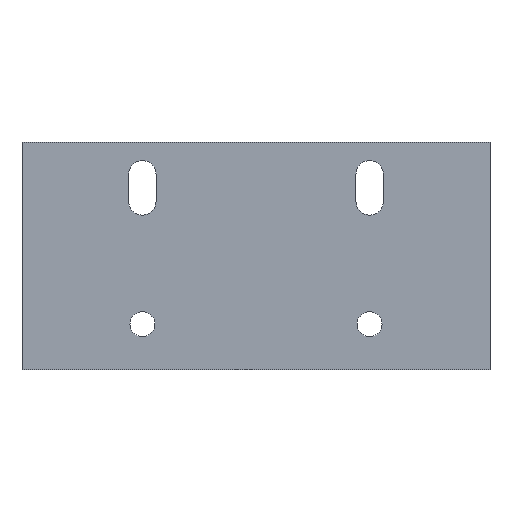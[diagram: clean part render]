
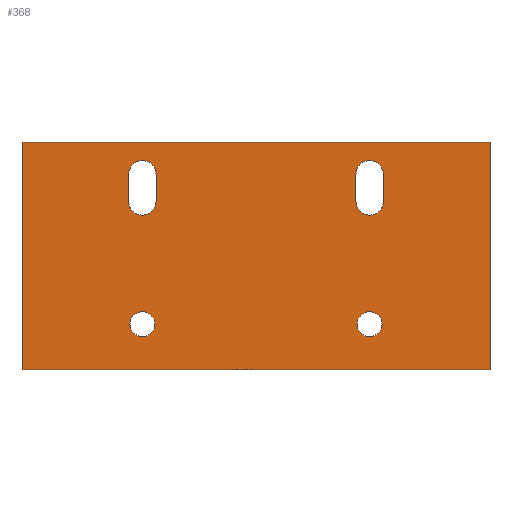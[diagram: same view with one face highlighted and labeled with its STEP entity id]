
A CAD part, front view. The second image highlights one B-rep face of the part: STEP entity #368.
In plain terms, the highlighted planar face has unit normal (0, -1, 0).
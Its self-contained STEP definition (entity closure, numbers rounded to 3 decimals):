
#19=FACE_BOUND('',#79,.T.);
#20=FACE_BOUND('',#80,.T.);
#21=FACE_BOUND('',#81,.T.);
#22=FACE_BOUND('',#82,.T.);
#32=PLANE('',#424);
#56=FACE_OUTER_BOUND('',#78,.T.);
#78=EDGE_LOOP('',(#335,#336,#337,#338));
#79=EDGE_LOOP('',(#339));
#80=EDGE_LOOP('',(#340));
#81=EDGE_LOOP('',(#341,#342,#343,#344));
#82=EDGE_LOOP('',(#345,#346,#347,#348));
#89=LINE('',#567,#121);
#94=LINE('',#580,#126);
#99=LINE('',#598,#131);
#102=LINE('',#607,#134);
#103=LINE('',#611,#135);
#107=LINE('',#619,#139);
#110=LINE('',#625,#142);
#113=LINE('',#630,#145);
#121=VECTOR('',#463,10.);
#126=VECTOR('',#476,10.);
#131=VECTOR('',#495,10.);
#134=VECTOR('',#506,10.);
#135=VECTOR('',#509,10.);
#139=VECTOR('',#515,10.);
#142=VECTOR('',#520,10.);
#145=VECTOR('',#525,10.);
#151=CIRCLE('',#395,5.5);
#156=CIRCLE('',#402,5.5);
#158=CIRCLE('',#406,6.);
#160=CIRCLE('',#410,6.);
#162=CIRCLE('',#413,6.);
#164=CIRCLE('',#417,6.);
#169=VERTEX_POINT('',#543);
#174=VERTEX_POINT('',#557);
#177=VERTEX_POINT('',#564);
#178=VERTEX_POINT('',#566);
#180=VERTEX_POINT('',#572);
#182=VERTEX_POINT('',#578);
#185=VERTEX_POINT('',#588);
#186=VERTEX_POINT('',#590);
#188=VERTEX_POINT('',#596);
#190=VERTEX_POINT('',#602);
#191=VERTEX_POINT('',#609);
#192=VERTEX_POINT('',#610);
#195=VERTEX_POINT('',#618);
#197=VERTEX_POINT('',#624);
#205=EDGE_CURVE('',#169,#169,#151,.T.);
#212=EDGE_CURVE('',#174,#174,#156,.T.);
#215=EDGE_CURVE('',#178,#177,#89,.T.);
#219=EDGE_CURVE('',#177,#180,#158,.T.);
#222=EDGE_CURVE('',#180,#182,#94,.T.);
#224=EDGE_CURVE('',#182,#178,#160,.T.);
#227=EDGE_CURVE('',#186,#185,#162,.T.);
#231=EDGE_CURVE('',#185,#188,#99,.T.);
#234=EDGE_CURVE('',#188,#190,#164,.T.);
#236=EDGE_CURVE('',#190,#186,#102,.T.);
#237=EDGE_CURVE('',#191,#192,#103,.T.);
#241=EDGE_CURVE('',#195,#191,#107,.T.);
#244=EDGE_CURVE('',#197,#195,#110,.T.);
#247=EDGE_CURVE('',#192,#197,#113,.T.);
#335=ORIENTED_EDGE('',*,*,#247,.F.);
#336=ORIENTED_EDGE('',*,*,#237,.F.);
#337=ORIENTED_EDGE('',*,*,#241,.F.);
#338=ORIENTED_EDGE('',*,*,#244,.F.);
#339=ORIENTED_EDGE('',*,*,#205,.T.);
#340=ORIENTED_EDGE('',*,*,#212,.T.);
#341=ORIENTED_EDGE('',*,*,#215,.T.);
#342=ORIENTED_EDGE('',*,*,#219,.T.);
#343=ORIENTED_EDGE('',*,*,#222,.T.);
#344=ORIENTED_EDGE('',*,*,#224,.T.);
#345=ORIENTED_EDGE('',*,*,#227,.T.);
#346=ORIENTED_EDGE('',*,*,#231,.T.);
#347=ORIENTED_EDGE('',*,*,#234,.T.);
#348=ORIENTED_EDGE('',*,*,#236,.T.);
#368=ADVANCED_FACE('',(#56,#19,#20,#21,#22),#32,.F.);
#395=AXIS2_PLACEMENT_3D('',#545,#441,#442);
#402=AXIS2_PLACEMENT_3D('',#559,#457,#458);
#406=AXIS2_PLACEMENT_3D('',#574,#470,#471);
#410=AXIS2_PLACEMENT_3D('',#583,#481,#482);
#413=AXIS2_PLACEMENT_3D('',#591,#488,#489);
#417=AXIS2_PLACEMENT_3D('',#604,#501,#502);
#424=AXIS2_PLACEMENT_3D('',#633,#529,#530);
#441=DIRECTION('center_axis',(0.,1.,0.));
#442=DIRECTION('ref_axis',(1.,0.,0.));
#457=DIRECTION('center_axis',(0.,1.,0.));
#458=DIRECTION('ref_axis',(1.,0.,0.));
#463=DIRECTION('',(0.,0.,-1.));
#470=DIRECTION('center_axis',(0.,1.,0.));
#471=DIRECTION('ref_axis',(1.,0.,0.));
#476=DIRECTION('',(0.,0.,1.));
#481=DIRECTION('center_axis',(0.,1.,0.));
#482=DIRECTION('ref_axis',(-1.,0.,0.));
#488=DIRECTION('center_axis',(0.,1.,0.));
#489=DIRECTION('ref_axis',(-1.,0.,0.));
#495=DIRECTION('',(0.,0.,-1.));
#501=DIRECTION('center_axis',(0.,1.,0.));
#502=DIRECTION('ref_axis',(1.,0.,0.));
#506=DIRECTION('',(0.,0.,1.));
#509=DIRECTION('',(-1.,0.,0.));
#515=DIRECTION('',(0.,0.,-1.));
#520=DIRECTION('',(1.,0.,0.));
#525=DIRECTION('',(0.,0.,1.));
#529=DIRECTION('center_axis',(0.,1.,0.));
#530=DIRECTION('ref_axis',(0.,0.,1.));
#543=CARTESIAN_POINT('',(147.5,0.,-80.));
#545=CARTESIAN_POINT('Origin',(153.,0.,-80.));
#557=CARTESIAN_POINT('',(47.5,0.,-80.));
#559=CARTESIAN_POINT('Origin',(53.,0.,-80.));
#564=CARTESIAN_POINT('',(159.,0.,-26.));
#566=CARTESIAN_POINT('',(159.,0.,-14.));
#567=CARTESIAN_POINT('',(159.,0.,-38.));
#572=CARTESIAN_POINT('',(147.,0.,-26.));
#574=CARTESIAN_POINT('Origin',(153.,0.,-26.));
#578=CARTESIAN_POINT('',(147.,0.,-14.));
#580=CARTESIAN_POINT('',(147.,0.,-32.));
#583=CARTESIAN_POINT('Origin',(153.,0.,-14.));
#588=CARTESIAN_POINT('',(59.,0.,-14.));
#590=CARTESIAN_POINT('',(47.,0.,-14.));
#591=CARTESIAN_POINT('Origin',(53.,0.,-14.));
#596=CARTESIAN_POINT('',(59.,0.,-26.));
#598=CARTESIAN_POINT('',(59.,0.,-38.));
#602=CARTESIAN_POINT('',(47.,0.,-26.));
#604=CARTESIAN_POINT('Origin',(53.,0.,-26.));
#607=CARTESIAN_POINT('',(47.,0.,-32.));
#609=CARTESIAN_POINT('',(206.,0.,-100.));
#610=CARTESIAN_POINT('',(0.,0.,-100.));
#611=CARTESIAN_POINT('',(206.,0.,-100.));
#618=CARTESIAN_POINT('',(206.,0.,0.));
#619=CARTESIAN_POINT('',(206.,0.,0.));
#624=CARTESIAN_POINT('',(0.,0.,0.));
#625=CARTESIAN_POINT('',(0.,0.,0.));
#630=CARTESIAN_POINT('',(0.,0.,-100.));
#633=CARTESIAN_POINT('Origin',(103.,0.,-50.));
